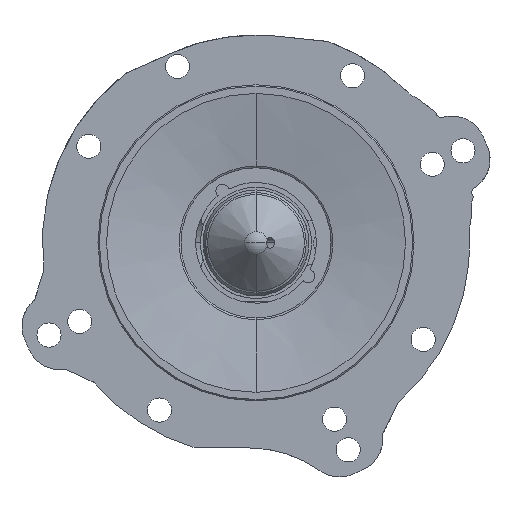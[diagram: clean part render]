
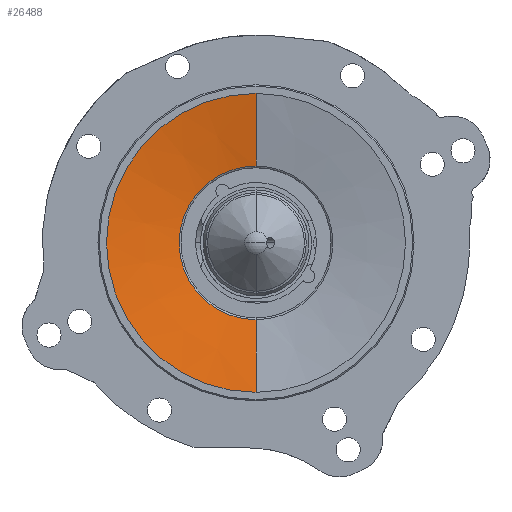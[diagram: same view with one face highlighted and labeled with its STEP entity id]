
A CAD part, front view. The second image highlights one B-rep face of the part: STEP entity #26488.
In plain terms, the highlighted conical face has half-angle 79.5 degrees and reference radius 56 mm.
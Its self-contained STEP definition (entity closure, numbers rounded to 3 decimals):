
#2481 = AXIS2_PLACEMENT_3D ( 'NONE', #11569, #11568, #11566 ) ;
#6287 = VERTEX_POINT ( 'NONE', #21879 ) ;
#6749 = VERTEX_POINT ( 'NONE', #21115 ) ;
#6756 = VERTEX_POINT ( 'NONE', #21112 ) ;
#6774 = VERTEX_POINT ( 'NONE', #21103 ) ;
#7463 = EDGE_LOOP ( 'NONE', ( #30939, #30937, #30951, #30952 ) ) ;
#11566 = DIRECTION ( 'NONE',  ( 0., 0., -1. ) ) ;
#11568 = DIRECTION ( 'NONE',  ( 0., -1., 0. ) ) ;
#11569 = CARTESIAN_POINT ( 'NONE',  ( 0., 13.986, 0. ) ) ;
#12584 = CONICAL_SURFACE ( 'NONE', #2481, 56., 1.388 ) ;
#12587 = FACE_OUTER_BOUND ( 'NONE', #7463, .T. ) ;
#14676 = CARTESIAN_POINT ( 'NONE',  ( 0., 13.986, -56. ) ) ;
#14677 = DIRECTION ( 'NONE',  ( 0., -0.182, -0.983 ) ) ;
#14678 = CARTESIAN_POINT ( 'NONE',  ( 0., 13.744, 0. ) ) ;
#14680 = DIRECTION ( 'NONE',  ( 0., 1., 0. ) ) ;
#14681 = DIRECTION ( 'NONE',  ( 0., 0., 1. ) ) ;
#14692 = CARTESIAN_POINT ( 'NONE',  ( 0., 13.986, 56. ) ) ;
#14717 = DIRECTION ( 'NONE',  ( 0., -0.182, 0.983 ) ) ;
#14721 = CARTESIAN_POINT ( 'NONE',  ( 0., 3.7, 0. ) ) ;
#14722 = DIRECTION ( 'NONE',  ( 0., -1., 0. ) ) ;
#14723 = DIRECTION ( 'NONE',  ( 0., 0., -1. ) ) ;
#21103 = CARTESIAN_POINT ( 'NONE',  ( 0., 3.7, 111.5 ) ) ;
#21112 = CARTESIAN_POINT ( 'NONE',  ( 0., 13.744, -57.308 ) ) ;
#21115 = CARTESIAN_POINT ( 'NONE',  ( 0., 3.7, -111.5 ) ) ;
#21879 = CARTESIAN_POINT ( 'NONE',  ( 0., 13.744, 57.308 ) ) ;
#26488 = ADVANCED_FACE ( 'NONE', ( #12587 ), #12584, .F. ) ;
#30937 = ORIENTED_EDGE ( 'NONE', *, *, #43942, .T. ) ;
#30939 = ORIENTED_EDGE ( 'NONE', *, *, #43931, .T. ) ;
#30951 = ORIENTED_EDGE ( 'NONE', *, *, #43948, .T. ) ;
#30952 = ORIENTED_EDGE ( 'NONE', *, *, #43930, .F. ) ;
#32955 = LINE ( 'NONE', #14676, #32961 ) ;
#32961 = VECTOR ( 'NONE', #14677, 1000. ) ;
#32965 = CIRCLE ( 'NONE', #45855, 57.308 ) ;
#32972 = VECTOR ( 'NONE', #14717, 1000. ) ;
#32975 = LINE ( 'NONE', #14692, #32972 ) ;
#32979 = CIRCLE ( 'NONE', #45869, 111.5 ) ;
#43930 = EDGE_CURVE ( 'NONE', #6756, #6749, #32955, .T. ) ;
#43931 = EDGE_CURVE ( 'NONE', #6756, #6287, #32965, .T. ) ;
#43942 = EDGE_CURVE ( 'NONE', #6287, #6774, #32975, .T. ) ;
#43948 = EDGE_CURVE ( 'NONE', #6774, #6749, #32979, .T. ) ;
#45855 = AXIS2_PLACEMENT_3D ( 'NONE', #14678, #14680, #14681 ) ;
#45869 = AXIS2_PLACEMENT_3D ( 'NONE', #14721, #14722, #14723 ) ;
